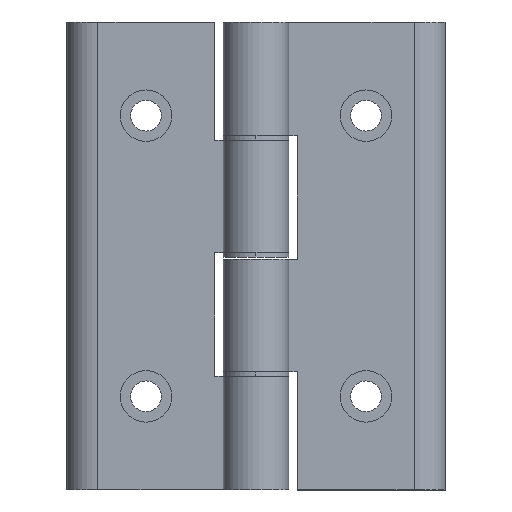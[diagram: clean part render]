
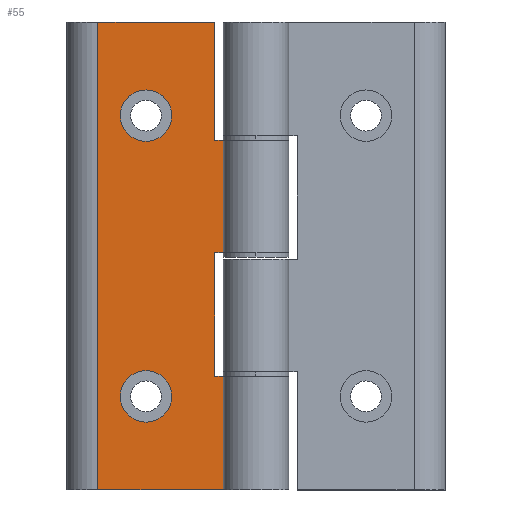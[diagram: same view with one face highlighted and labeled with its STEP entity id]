
A CAD part, top view. The second image highlights one B-rep face of the part: STEP entity #55.
In plain terms, the highlighted planar face has unit normal (0, 0, 1).
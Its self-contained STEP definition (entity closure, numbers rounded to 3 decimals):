
#45 = EDGE_CURVE ( 'NONE', #69, #70, #468, .T. ) ;
#46 = ORIENTED_EDGE ( 'NONE', *, *, #380, .T. ) ;
#47 = ORIENTED_EDGE ( 'NONE', *, *, #93, .T. ) ;
#48 = VERTEX_POINT ( 'NONE', #470 ) ;
#49 = EDGE_CURVE ( 'NONE', #290, #233, #525, .T. ) ;
#55 = ADVANCED_FACE ( 'NONE', ( #624, #583, #443 ), #606, .F. ) ;
#56 = ORIENTED_EDGE ( 'NONE', *, *, #90, .T. ) ;
#57 = EDGE_CURVE ( 'NONE', #70, #327, #608, .T. ) ;
#58 = ORIENTED_EDGE ( 'NONE', *, *, #280, .T. ) ;
#59 = ORIENTED_EDGE ( 'NONE', *, *, #57, .T. ) ;
#60 = EDGE_CURVE ( 'NONE', #373, #365, #521, .T. ) ;
#62 = ORIENTED_EDGE ( 'NONE', *, *, #60, .F. ) ;
#63 = ORIENTED_EDGE ( 'NONE', *, *, #80, .T. ) ;
#65 = ORIENTED_EDGE ( 'NONE', *, *, #304, .F. ) ;
#68 = VERTEX_POINT ( 'NONE', #483 ) ;
#69 = VERTEX_POINT ( 'NONE', #577 ) ;
#70 = VERTEX_POINT ( 'NONE', #482 ) ;
#71 = EDGE_LOOP ( 'NONE', ( #89, #83 ) ) ;
#74 = VERTEX_POINT ( 'NONE', #476 ) ;
#80 = EDGE_CURVE ( 'NONE', #68, #69, #578, .T. ) ;
#83 = ORIENTED_EDGE ( 'NONE', *, *, #49, .T. ) ;
#84 = EDGE_LOOP ( 'NONE', ( #46, #56 ) ) ;
#85 = EDGE_CURVE ( 'NONE', #74, #68, #571, .T. ) ;
#86 = ORIENTED_EDGE ( 'NONE', *, *, #45, .T. ) ;
#87 = ORIENTED_EDGE ( 'NONE', *, *, #281, .T. ) ;
#89 = ORIENTED_EDGE ( 'NONE', *, *, #394, .T. ) ;
#90 = EDGE_CURVE ( 'NONE', #271, #225, #566, .T. ) ;
#91 = EDGE_CURVE ( 'NONE', #405, #48, #499, .T. ) ;
#92 = ORIENTED_EDGE ( 'NONE', *, *, #91, .T. ) ;
#93 = EDGE_CURVE ( 'NONE', #48, #74, #496, .T. ) ;
#95 = ORIENTED_EDGE ( 'NONE', *, *, #85, .T. ) ;
#126 = EDGE_LOOP ( 'NONE', ( #86, #59, #58, #62, #65, #87, #92, #47, #95, #63 ) ) ;
#225 = VERTEX_POINT ( 'NONE', #641 ) ;
#233 = VERTEX_POINT ( 'NONE', #818 ) ;
#271 = VERTEX_POINT ( 'NONE', #662 ) ;
#280 = EDGE_CURVE ( 'NONE', #327, #365, #806, .T. ) ;
#281 = EDGE_CURVE ( 'NONE', #403, #405, #802, .T. ) ;
#290 = VERTEX_POINT ( 'NONE', #950 ) ;
#304 = EDGE_CURVE ( 'NONE', #403, #373, #838, .T. ) ;
#327 = VERTEX_POINT ( 'NONE', #962 ) ;
#365 = VERTEX_POINT ( 'NONE', #1000 ) ;
#373 = VERTEX_POINT ( 'NONE', #933 ) ;
#380 = EDGE_CURVE ( 'NONE', #225, #271, #985, .T. ) ;
#394 = EDGE_CURVE ( 'NONE', #233, #290, #932, .T. ) ;
#403 = VERTEX_POINT ( 'NONE', #959 ) ;
#405 = VERTEX_POINT ( 'NONE', #973 ) ;
#420 = CARTESIAN_POINT ( 'NONE',  ( 6.994, 100., -0.3 ) ) ;
#425 = CARTESIAN_POINT ( 'NONE',  ( 33.8, 49.25, -0.3 ) ) ;
#438 = DIRECTION ( 'NONE',  ( -1., 0., 0. ) ) ;
#439 = DIRECTION ( 'NONE',  ( 0., 0., -1. ) ) ;
#440 = CARTESIAN_POINT ( 'NONE',  ( 23.5, 80., -0.3 ) ) ;
#443 = FACE_OUTER_BOUND ( 'NONE', #126, .T. ) ;
#468 = LINE ( 'NONE', #524, #523 ) ;
#470 = CARTESIAN_POINT ( 'NONE',  ( 8.8, 75.75, -0.3 ) ) ;
#472 = DIRECTION ( 'NONE',  ( -1., 0., 0. ) ) ;
#473 = DIRECTION ( 'NONE',  ( 0., 0., -1. ) ) ;
#474 = CARTESIAN_POINT ( 'NONE',  ( 33.8, 100., -0.3 ) ) ;
#475 = AXIS2_PLACEMENT_3D ( 'NONE', #474, #473, #472 ) ;
#476 = CARTESIAN_POINT ( 'NONE',  ( 8.8, 49.25, -0.3 ) ) ;
#481 = VECTOR ( 'NONE', #485, 1000. ) ;
#482 = CARTESIAN_POINT ( 'NONE',  ( 8.8, 25.25, -0.3 ) ) ;
#483 = CARTESIAN_POINT ( 'NONE',  ( 6.994, 49.25, -0.3 ) ) ;
#485 = DIRECTION ( 'NONE',  ( 0., -1., 0. ) ) ;
#486 = CARTESIAN_POINT ( 'NONE',  ( 33.8, 100., -0.3 ) ) ;
#487 = DIRECTION ( 'NONE',  ( 0., -1., 0. ) ) ;
#488 = VECTOR ( 'NONE', #487, 1000. ) ;
#492 = DIRECTION ( 'NONE',  ( 0., -1., 0. ) ) ;
#493 = VECTOR ( 'NONE', #492, 1000. ) ;
#494 = CARTESIAN_POINT ( 'NONE',  ( 8.8, 100., -0.3 ) ) ;
#496 = LINE ( 'NONE', #494, #493 ) ;
#498 = VECTOR ( 'NONE', #560, 1000. ) ;
#499 = LINE ( 'NONE', #569, #498 ) ;
#521 = LINE ( 'NONE', #486, #481 ) ;
#522 = DIRECTION ( 'NONE',  ( 1., 0., 0. ) ) ;
#523 = VECTOR ( 'NONE', #522, 1000. ) ;
#524 = CARTESIAN_POINT ( 'NONE',  ( 33.8, 25.25, -0.3 ) ) ;
#525 = CIRCLE ( 'NONE', #526, 5.5 ) ;
#526 = AXIS2_PLACEMENT_3D ( 'NONE', #440, #439, #438 ) ;
#557 = DIRECTION ( 'NONE',  ( -1., 0., 0. ) ) ;
#558 = DIRECTION ( 'NONE',  ( 0., 0., -1. ) ) ;
#559 = CARTESIAN_POINT ( 'NONE',  ( 23.5, 20., -0.3 ) ) ;
#560 = DIRECTION ( 'NONE',  ( 1., 0., 0. ) ) ;
#566 = CIRCLE ( 'NONE', #574, 5.5 ) ;
#567 = DIRECTION ( 'NONE',  ( -1., 0., 0. ) ) ;
#568 = VECTOR ( 'NONE', #567, 1000. ) ;
#569 = CARTESIAN_POINT ( 'NONE',  ( 33.8, 75.75, -0.3 ) ) ;
#571 = LINE ( 'NONE', #425, #568 ) ;
#572 = DIRECTION ( 'NONE',  ( 0., -1., 0. ) ) ;
#573 = VECTOR ( 'NONE', #572, 1000. ) ;
#574 = AXIS2_PLACEMENT_3D ( 'NONE', #559, #558, #557 ) ;
#577 = CARTESIAN_POINT ( 'NONE',  ( 6.994, 25.25, -0.3 ) ) ;
#578 = LINE ( 'NONE', #420, #573 ) ;
#583 = FACE_BOUND ( 'NONE', #84, .T. ) ;
#606 = PLANE ( 'NONE',  #475 ) ;
#607 = CARTESIAN_POINT ( 'NONE',  ( 8.8, 100., -0.3 ) ) ;
#608 = LINE ( 'NONE', #607, #488 ) ;
#624 = FACE_BOUND ( 'NONE', #71, .T. ) ;
#641 = CARTESIAN_POINT ( 'NONE',  ( 29., 20., -0.3 ) ) ;
#662 = CARTESIAN_POINT ( 'NONE',  ( 18., 20., -0.3 ) ) ;
#692 = DIRECTION ( 'NONE',  ( 0., -1., 0. ) ) ;
#693 = VECTOR ( 'NONE', #692, 1000. ) ;
#694 = CARTESIAN_POINT ( 'NONE',  ( 6.994, 100., -0.3 ) ) ;
#739 = CARTESIAN_POINT ( 'NONE',  ( 33.8, 0., -0.3 ) ) ;
#802 = LINE ( 'NONE', #694, #693 ) ;
#804 = DIRECTION ( 'NONE',  ( 1., 0., 0. ) ) ;
#805 = VECTOR ( 'NONE', #804, 1000. ) ;
#806 = LINE ( 'NONE', #739, #805 ) ;
#818 = CARTESIAN_POINT ( 'NONE',  ( 29., 80., -0.3 ) ) ;
#836 = VECTOR ( 'NONE', #916, 1000. ) ;
#837 = CARTESIAN_POINT ( 'NONE',  ( 33.8, 100., -0.3 ) ) ;
#838 = LINE ( 'NONE', #837, #836 ) ;
#885 = CARTESIAN_POINT ( 'NONE',  ( 23.5, 80., -0.3 ) ) ;
#916 = DIRECTION ( 'NONE',  ( 1., 0., 0. ) ) ;
#922 = DIRECTION ( 'NONE',  ( -1., 0., 0. ) ) ;
#923 = DIRECTION ( 'NONE',  ( 0., 0., -1. ) ) ;
#932 = CIRCLE ( 'NONE', #976, 5.5 ) ;
#933 = CARTESIAN_POINT ( 'NONE',  ( 33.8, 100., -0.3 ) ) ;
#939 = CARTESIAN_POINT ( 'NONE',  ( 23.5, 20., -0.3 ) ) ;
#940 = AXIS2_PLACEMENT_3D ( 'NONE', #939, #923, #922 ) ;
#950 = CARTESIAN_POINT ( 'NONE',  ( 18., 80., -0.3 ) ) ;
#959 = CARTESIAN_POINT ( 'NONE',  ( 6.994, 100., -0.3 ) ) ;
#962 = CARTESIAN_POINT ( 'NONE',  ( 8.8, 0., -0.3 ) ) ;
#973 = CARTESIAN_POINT ( 'NONE',  ( 6.994, 75.75, -0.3 ) ) ;
#974 = DIRECTION ( 'NONE',  ( -1., 0., 0. ) ) ;
#975 = DIRECTION ( 'NONE',  ( 0., 0., -1. ) ) ;
#976 = AXIS2_PLACEMENT_3D ( 'NONE', #885, #975, #974 ) ;
#985 = CIRCLE ( 'NONE', #940, 5.5 ) ;
#1000 = CARTESIAN_POINT ( 'NONE',  ( 33.8, 0., -0.3 ) ) ;
